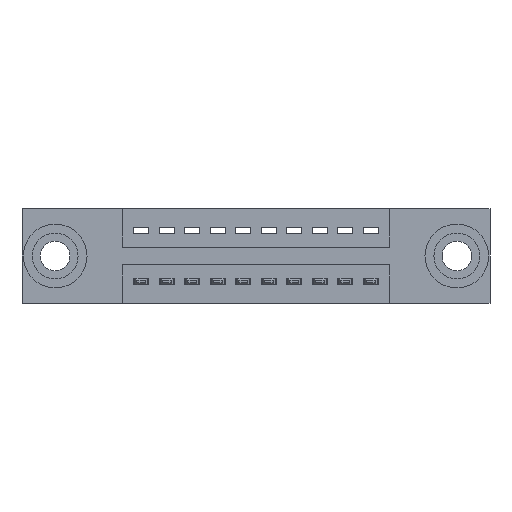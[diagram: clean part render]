
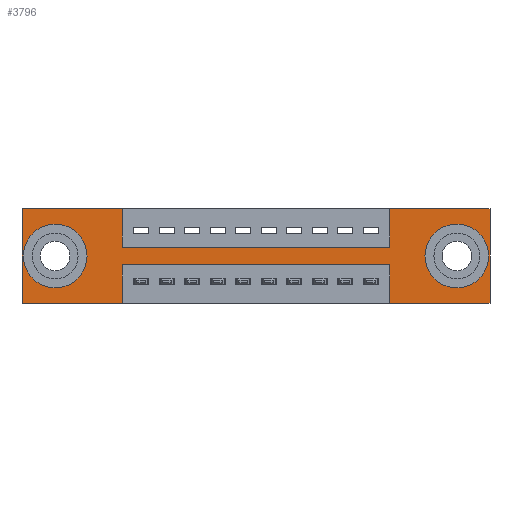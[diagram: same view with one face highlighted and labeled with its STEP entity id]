
A CAD part, front view. The second image highlights one B-rep face of the part: STEP entity #3796.
In plain terms, the highlighted planar face has unit normal (0, -1, 0).
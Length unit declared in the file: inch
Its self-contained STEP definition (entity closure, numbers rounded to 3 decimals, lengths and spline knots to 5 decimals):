
#6 = CARTESIAN_POINT ( 'NONE',  ( 0., 0., -0.37 ) ) ;
#133 = CARTESIAN_POINT ( 'NONE',  ( 1.4425, 0., -0.22 ) ) ;
#172 = DIRECTION ( 'NONE',  ( 0., 0., 1. ) ) ;
#387 = FACE_BOUND ( 'NONE', #5257, .T. ) ;
#437 = LINE ( 'NONE', #3391, #7741 ) ;
#438 = DIRECTION ( 'NONE',  ( 0., 0., -1. ) ) ;
#504 = ORIENTED_EDGE ( 'NONE', *, *, #10773, .F. ) ;
#525 = FACE_BOUND ( 'NONE', #6056, .T. ) ;
#536 = CARTESIAN_POINT ( 'NONE',  ( 0., 0., 0. ) ) ;
#575 = DIRECTION ( 'NONE',  ( 1., 0., 0. ) ) ;
#683 = CARTESIAN_POINT ( 'NONE',  ( 1.705, 0., -0.185 ) ) ;
#824 = CARTESIAN_POINT ( 'NONE',  ( 1.4425, 0., 0. ) ) ;
#920 = VERTEX_POINT ( 'NONE', #8208 ) ;
#1122 = CARTESIAN_POINT ( 'NONE',  ( 0.3925, 0., 0. ) ) ;
#1127 = DIRECTION ( 'NONE',  ( -1., 0., 0. ) ) ;
#1146 = ORIENTED_EDGE ( 'NONE', *, *, #1630, .T. ) ;
#1564 = EDGE_CURVE ( 'NONE', #11231, #8411, #437, .T. ) ;
#1629 = DIRECTION ( 'NONE',  ( 0., 0., 1. ) ) ;
#1630 = EDGE_CURVE ( 'NONE', #2059, #920, #2421, .T. ) ;
#1805 = CARTESIAN_POINT ( 'NONE',  ( 0.13, 0., -0.185 ) ) ;
#1824 = VERTEX_POINT ( 'NONE', #8643 ) ;
#2059 = VERTEX_POINT ( 'NONE', #8044 ) ;
#2115 = LINE ( 'NONE', #8710, #8334 ) ;
#2155 = LINE ( 'NONE', #3647, #4373 ) ;
#2224 = ORIENTED_EDGE ( 'NONE', *, *, #8002, .F. ) ;
#2258 = CARTESIAN_POINT ( 'NONE',  ( 0., 0., -0.37 ) ) ;
#2268 = CARTESIAN_POINT ( 'NONE',  ( 0.3925, 0., -0.15 ) ) ;
#2303 = DIRECTION ( 'NONE',  ( -1., 0., 0. ) ) ;
#2421 = CIRCLE ( 'NONE', #11217, 0.078 ) ;
#2578 = LINE ( 'NONE', #5994, #2704 ) ;
#2587 = CARTESIAN_POINT ( 'NONE',  ( 0., 0., 0. ) ) ;
#2605 = CARTESIAN_POINT ( 'NONE',  ( 0.3925, 0., -0.22 ) ) ;
#2650 = CIRCLE ( 'NONE', #11519, 0.078 ) ;
#2693 = LINE ( 'NONE', #536, #5092 ) ;
#2704 = VECTOR ( 'NONE', #6081, 39.37008 ) ;
#2999 = CARTESIAN_POINT ( 'NONE',  ( 0.13, 0., -0.107 ) ) ;
#3011 = ORIENTED_EDGE ( 'NONE', *, *, #11393, .F. ) ;
#3026 = LINE ( 'NONE', #6, #10888 ) ;
#3117 = DIRECTION ( 'NONE',  ( 1., 0., 0. ) ) ;
#3135 = EDGE_CURVE ( 'NONE', #10944, #4676, #9181, .T. ) ;
#3179 = CARTESIAN_POINT ( 'NONE',  ( 1.835, 0., 0. ) ) ;
#3225 = CARTESIAN_POINT ( 'NONE',  ( 1.4425, 0., -0.37 ) ) ;
#3239 = PLANE ( 'NONE',  #4915 ) ;
#3367 = ORIENTED_EDGE ( 'NONE', *, *, #11878, .F. ) ;
#3391 = CARTESIAN_POINT ( 'NONE',  ( 0., 0., 0. ) ) ;
#3647 = CARTESIAN_POINT ( 'NONE',  ( 1.835, 0., 0. ) ) ;
#3697 = DIRECTION ( 'NONE',  ( 0., 1., 0. ) ) ;
#3704 = ORIENTED_EDGE ( 'NONE', *, *, #10102, .F. ) ;
#3740 = DIRECTION ( 'NONE',  ( 0., 0., 1. ) ) ;
#3783 = LINE ( 'NONE', #3225, #8679 ) ;
#3796 = ADVANCED_FACE ( 'NONE', ( #525, #387, #5493 ), #3239, .T. ) ;
#3833 = VERTEX_POINT ( 'NONE', #4252 ) ;
#4106 = DIRECTION ( 'NONE',  ( 0., 0., -1. ) ) ;
#4252 = CARTESIAN_POINT ( 'NONE',  ( 0.3925, 0., -0.37 ) ) ;
#4329 = DIRECTION ( 'NONE',  ( 0., -1., 0. ) ) ;
#4366 = ORIENTED_EDGE ( 'NONE', *, *, #5934, .F. ) ;
#4373 = VECTOR ( 'NONE', #7900, 39.37008 ) ;
#4411 = CARTESIAN_POINT ( 'NONE',  ( 0.3925, 0., -0.37 ) ) ;
#4527 = CIRCLE ( 'NONE', #5300, 0.078 ) ;
#4563 = VECTOR ( 'NONE', #172, 39.37008 ) ;
#4676 = VERTEX_POINT ( 'NONE', #6886 ) ;
#4744 = AXIS2_PLACEMENT_3D ( 'NONE', #8016, #5174, #11760 ) ;
#4786 = EDGE_CURVE ( 'NONE', #10029, #12201, #3783, .T. ) ;
#4915 = AXIS2_PLACEMENT_3D ( 'NONE', #8966, #4329, #438 ) ;
#5010 = CARTESIAN_POINT ( 'NONE',  ( 0., 0., -0.37 ) ) ;
#5092 = VECTOR ( 'NONE', #575, 39.37008 ) ;
#5174 = DIRECTION ( 'NONE',  ( 0., 1., 0. ) ) ;
#5181 = ORIENTED_EDGE ( 'NONE', *, *, #6570, .F. ) ;
#5210 = CARTESIAN_POINT ( 'NONE',  ( 0.3925, 0., 0. ) ) ;
#5257 = EDGE_LOOP ( 'NONE', ( #7784, #10778 ) ) ;
#5267 = CARTESIAN_POINT ( 'NONE',  ( 0.3925, 0., -0.15 ) ) ;
#5300 = AXIS2_PLACEMENT_3D ( 'NONE', #1805, #3697, #3740 ) ;
#5493 = FACE_OUTER_BOUND ( 'NONE', #9090, .T. ) ;
#5641 = VECTOR ( 'NONE', #2303, 39.37008 ) ;
#5825 = VERTEX_POINT ( 'NONE', #1122 ) ;
#5934 = EDGE_CURVE ( 'NONE', #9430, #10029, #3026, .T. ) ;
#5994 = CARTESIAN_POINT ( 'NONE',  ( 0., 0., 0. ) ) ;
#6056 = EDGE_LOOP ( 'NONE', ( #11140, #1146 ) ) ;
#6081 = DIRECTION ( 'NONE',  ( 1., 0., 0. ) ) ;
#6524 = DIRECTION ( 'NONE',  ( 0., 1., 0. ) ) ;
#6570 = EDGE_CURVE ( 'NONE', #8167, #1824, #12305, .T. ) ;
#6641 = VECTOR ( 'NONE', #10935, 39.37008 ) ;
#6681 = DIRECTION ( 'NONE',  ( -1., 0., 0. ) ) ;
#6697 = ORIENTED_EDGE ( 'NONE', *, *, #7445, .F. ) ;
#6886 = CARTESIAN_POINT ( 'NONE',  ( 0.13, 0., -0.263 ) ) ;
#6963 = DIRECTION ( 'NONE',  ( 0., 1., 0. ) ) ;
#7375 = EDGE_CURVE ( 'NONE', #920, #2059, #2650, .T. ) ;
#7377 = DIRECTION ( 'NONE',  ( 0., 0., -1. ) ) ;
#7445 = EDGE_CURVE ( 'NONE', #3833, #11231, #11676, .T. ) ;
#7651 = CARTESIAN_POINT ( 'NONE',  ( 1.835, 0., -0.37 ) ) ;
#7741 = VECTOR ( 'NONE', #1629, 39.37008 ) ;
#7784 = ORIENTED_EDGE ( 'NONE', *, *, #3135, .T. ) ;
#7900 = DIRECTION ( 'NONE',  ( 0., 0., -1. ) ) ;
#8002 = EDGE_CURVE ( 'NONE', #1824, #9889, #10333, .T. ) ;
#8016 = CARTESIAN_POINT ( 'NONE',  ( 0.13, 0., -0.185 ) ) ;
#8044 = CARTESIAN_POINT ( 'NONE',  ( 1.705, 0., -0.263 ) ) ;
#8063 = EDGE_CURVE ( 'NONE', #5825, #8167, #12258, .T. ) ;
#8167 = VERTEX_POINT ( 'NONE', #5267 ) ;
#8208 = CARTESIAN_POINT ( 'NONE',  ( 1.705, 0., -0.107 ) ) ;
#8334 = VECTOR ( 'NONE', #1127, 39.37008 ) ;
#8411 = VERTEX_POINT ( 'NONE', #2587 ) ;
#8643 = CARTESIAN_POINT ( 'NONE',  ( 1.4425, 0., -0.15 ) ) ;
#8679 = VECTOR ( 'NONE', #9039, 39.37008 ) ;
#8710 = CARTESIAN_POINT ( 'NONE',  ( 0.3925, 0., -0.22 ) ) ;
#8814 = VECTOR ( 'NONE', #7377, 39.37008 ) ;
#8818 = CARTESIAN_POINT ( 'NONE',  ( 1.705, 0., -0.185 ) ) ;
#8966 = CARTESIAN_POINT ( 'NONE',  ( 0., 0., -0.37 ) ) ;
#8988 = CARTESIAN_POINT ( 'NONE',  ( 1.4425, 0., 0. ) ) ;
#8995 = ORIENTED_EDGE ( 'NONE', *, *, #1564, .F. ) ;
#9039 = DIRECTION ( 'NONE',  ( 0., 0., 1. ) ) ;
#9090 = EDGE_LOOP ( 'NONE', ( #9842, #3367, #9389, #4366, #3704, #504, #2224, #5181, #12103, #3011, #8995, #6697 ) ) ;
#9181 = CIRCLE ( 'NONE', #4744, 0.078 ) ;
#9389 = ORIENTED_EDGE ( 'NONE', *, *, #4786, .F. ) ;
#9430 = VERTEX_POINT ( 'NONE', #7651 ) ;
#9842 = ORIENTED_EDGE ( 'NONE', *, *, #9951, .F. ) ;
#9889 = VERTEX_POINT ( 'NONE', #824 ) ;
#9897 = EDGE_CURVE ( 'NONE', #4676, #10944, #4527, .T. ) ;
#9909 = VECTOR ( 'NONE', #3117, 39.37008 ) ;
#9951 = EDGE_CURVE ( 'NONE', #10107, #3833, #11176, .T. ) ;
#10029 = VERTEX_POINT ( 'NONE', #10074 ) ;
#10074 = CARTESIAN_POINT ( 'NONE',  ( 1.4425, 0., -0.37 ) ) ;
#10102 = EDGE_CURVE ( 'NONE', #11627, #9430, #2155, .T. ) ;
#10107 = VERTEX_POINT ( 'NONE', #2605 ) ;
#10333 = LINE ( 'NONE', #8988, #4563 ) ;
#10773 = EDGE_CURVE ( 'NONE', #9889, #11627, #2578, .T. ) ;
#10778 = ORIENTED_EDGE ( 'NONE', *, *, #9897, .T. ) ;
#10888 = VECTOR ( 'NONE', #6681, 39.37008 ) ;
#10935 = DIRECTION ( 'NONE',  ( 0., 0., -1. ) ) ;
#10944 = VERTEX_POINT ( 'NONE', #2999 ) ;
#11140 = ORIENTED_EDGE ( 'NONE', *, *, #7375, .T. ) ;
#11176 = LINE ( 'NONE', #4411, #8814 ) ;
#11217 = AXIS2_PLACEMENT_3D ( 'NONE', #683, #6524, #12145 ) ;
#11231 = VERTEX_POINT ( 'NONE', #5010 ) ;
#11393 = EDGE_CURVE ( 'NONE', #8411, #5825, #2693, .T. ) ;
#11519 = AXIS2_PLACEMENT_3D ( 'NONE', #8818, #6963, #4106 ) ;
#11627 = VERTEX_POINT ( 'NONE', #3179 ) ;
#11676 = LINE ( 'NONE', #2258, #5641 ) ;
#11760 = DIRECTION ( 'NONE',  ( 0., 0., 1. ) ) ;
#11878 = EDGE_CURVE ( 'NONE', #12201, #10107, #2115, .T. ) ;
#12103 = ORIENTED_EDGE ( 'NONE', *, *, #8063, .F. ) ;
#12145 = DIRECTION ( 'NONE',  ( 0., 0., -1. ) ) ;
#12201 = VERTEX_POINT ( 'NONE', #133 ) ;
#12258 = LINE ( 'NONE', #5210, #6641 ) ;
#12305 = LINE ( 'NONE', #2268, #9909 ) ;
